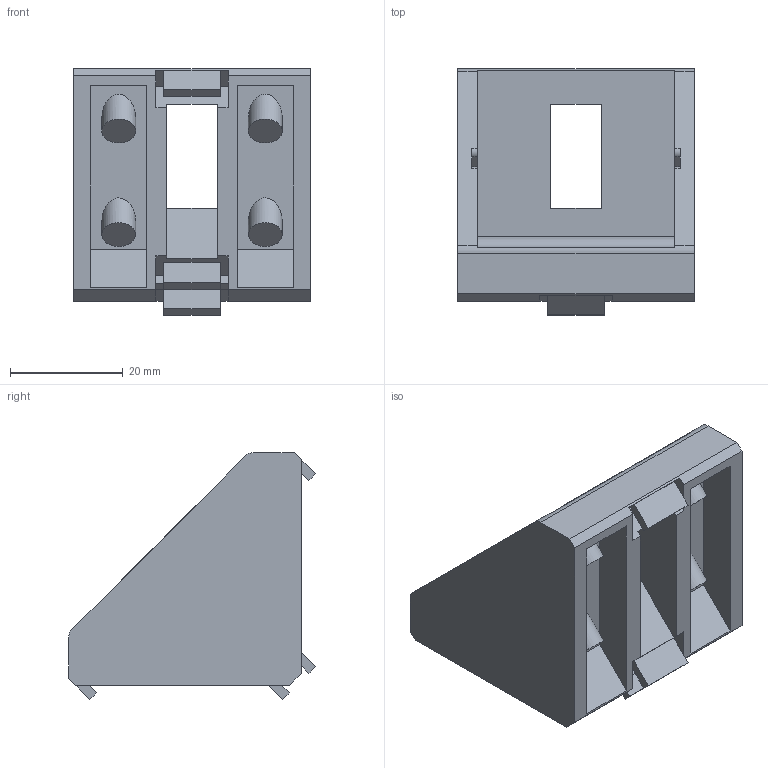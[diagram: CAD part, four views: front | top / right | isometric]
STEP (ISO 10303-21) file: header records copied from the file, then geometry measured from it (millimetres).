
FILE_DESCRIPTION(/* description */ (''),/* implementation_level */ '2;1');
FILE_NAME(/* name */ '1007774.stp',/* time_stamp */ '2024-07-24T16:00:04+02:00',/* author */ ('Bo'),/* organization */ (''),/* preprocessor_version */ 'ST-DEVELOPER v20',/* originating_system */ 'Autodesk Inventor 2025',/* authorisation */ ' ');
FILE_SCHEMA (('AUTOMOTIVE_DESIGN { 1 0 10303 214 3 1 1 }'));
Length unit declared in the file: millimetre
Products named in the file (2): 1007774; 1007774-1
Assembly tree (1 placements, depth 2):
  1007774
    1007774-1
Bounding box: 42 x 43.77 x 43.77 mm (x, y, z)
Volume: 20138.5 mm3; surface area: 13653.8 mm2
Topology: 1 solids, 1 shells, 112 faces, 288 edges, 192 vertices
Faces by surface type: plane 95, cylinder 17
Full cylindrical faces by diameter (mm): 6 x8
Entity records: 3456 total; most frequent: CARTESIAN_POINT 595, ORIENTED_EDGE 576, DIRECTION 556, EDGE_CURVE 288, LINE 250, VECTOR 250, VERTEX_POINT 192, AXIS2_PLACEMENT_3D 153
